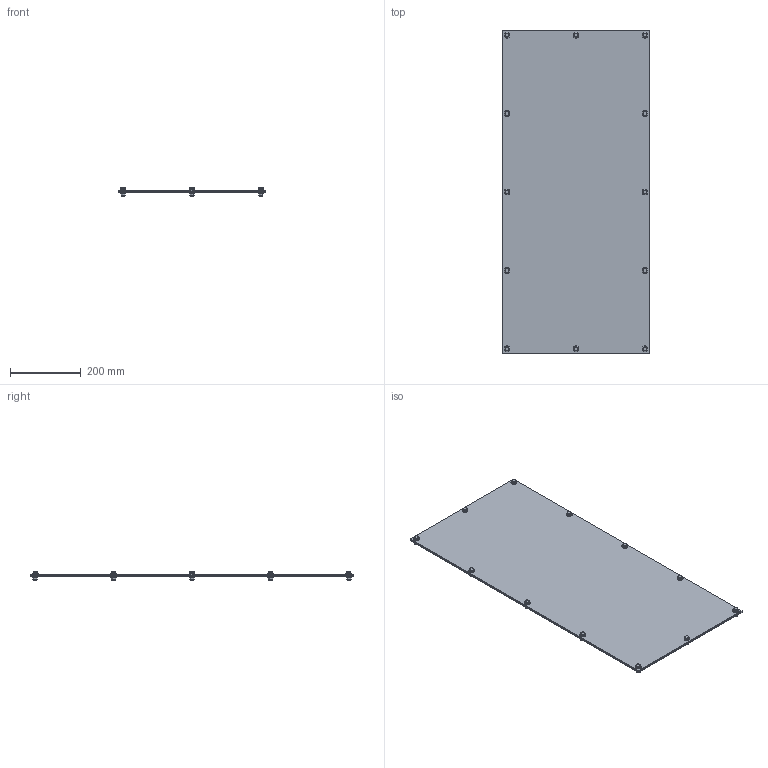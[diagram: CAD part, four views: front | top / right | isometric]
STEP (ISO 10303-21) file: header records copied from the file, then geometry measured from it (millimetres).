
FILE_DESCRIPTION(/* description */ ('36" X 16-3/8" COVER PLATE'),/* implementation_level */ '2;1');
FILE_NAME(/* name */ 'D36CVP.stp',/* time_stamp */ '2017-10-11T15:30:43+05:00',/* author */ ('vdas'),/* organization */ (''),/* preprocessor_version */ 'ST-DEVELOPER v16.1',/* originating_system */ 'Autodesk Inventor 2016',/* authorisation */ '');
FILE_SCHEMA (('AUTOMOTIVE_DESIGN { 1 0 10303 214 3 1 1 }'));
Length unit declared in the file: inch
Products named in the file (9): D36CVP; D3616CVPGSKT; 30221; 3905; 3907; 34929; 10 GA TO 14 GA w 0.125 Comp; 34466; D36CVP_1
Assembly tree (19 placements, depth 3):
  D36CVP_1
    D36CVP
    D3616CVPGSKT
    10 GA TO 14 GA w 0.125 Comp  x12
      30221
      3905
      3907
      34929
    34466
Bounding box: 415.93 x 914.4 x 24.22 mm (x, y, z)
Volume: 1439663.4 mm3; surface area: 948743.8 mm2
Topology: 51 solids, 51 shells, 712 faces, 1527 edges, 946 vertices
Faces by surface type: plane 380, cylinder 152, cone 132, bspline 24, torus 24
Full cylindrical faces by diameter (mm): 4.978 x12, 5.556 x12, 5.969 x12, 6.35 x12, 6.985 x12, 7.144 x12, 7.366 x12, 11.049 x12, 11.125 x12, 15.24 x12, 15.875 x12, 16.51 x12, 44.45 x1, 44.958 x1
Entity records: 4043 total; most frequent: CARTESIAN_POINT 718, DIRECTION 651, ORIENTED_EDGE 522, EDGE_CURVE 261, AXIS2_PLACEMENT_3D 261, EDGE_LOOP 235, VERTEX_POINT 196, LINE 129
